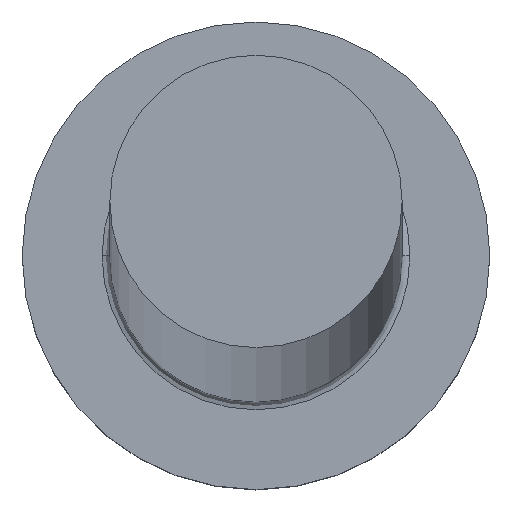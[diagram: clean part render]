
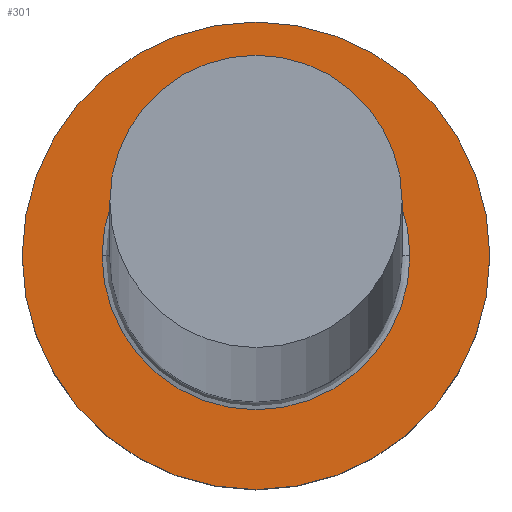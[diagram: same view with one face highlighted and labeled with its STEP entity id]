
A CAD part, top view. The second image highlights one B-rep face of the part: STEP entity #301.
In plain terms, the highlighted planar face has unit normal (0, 0, 1).
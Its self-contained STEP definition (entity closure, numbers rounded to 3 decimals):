
#6 = CIRCLE ( 'NONE', #207, 3.95 ) ;
#7 = CIRCLE ( 'NONE', #294, 3.95 ) ;
#9 = VERTEX_POINT ( 'NONE', #187 ) ;
#14 = ORIENTED_EDGE ( 'NONE', *, *, #112, .T. ) ;
#29 = DIRECTION ( 'NONE',  ( 0., 0., 1. ) ) ;
#47 = EDGE_CURVE ( 'NONE', #247, #102, #6, .T. ) ;
#48 = DIRECTION ( 'NONE',  ( 1., 0., 0. ) ) ;
#51 = CARTESIAN_POINT ( 'NONE',  ( 0., 0., 5. ) ) ;
#55 = PLANE ( 'NONE',  #138 ) ;
#59 = EDGE_LOOP ( 'NONE', ( #111, #166 ) ) ;
#93 = AXIS2_PLACEMENT_3D ( 'NONE', #95, #305, #48 ) ;
#95 = CARTESIAN_POINT ( 'NONE',  ( 0., 0., 5. ) ) ;
#102 = VERTEX_POINT ( 'NONE', #252 ) ;
#104 = ORIENTED_EDGE ( 'NONE', *, *, #141, .T. ) ;
#111 = ORIENTED_EDGE ( 'NONE', *, *, #233, .T. ) ;
#112 = EDGE_CURVE ( 'NONE', #9, #209, #276, .T. ) ;
#120 = FACE_OUTER_BOUND ( 'NONE', #227, .T. ) ;
#123 = DIRECTION ( 'NONE',  ( 1., 0., 0. ) ) ;
#138 = AXIS2_PLACEMENT_3D ( 'NONE', #149, #29, #123 ) ;
#141 = EDGE_CURVE ( 'NONE', #209, #9, #264, .T. ) ;
#142 = DIRECTION ( 'NONE',  ( 1., 0., 0. ) ) ;
#145 = DIRECTION ( 'NONE',  ( 0., 0., 1. ) ) ;
#149 = CARTESIAN_POINT ( 'NONE',  ( 0., 0., 5. ) ) ;
#166 = ORIENTED_EDGE ( 'NONE', *, *, #47, .T. ) ;
#171 = CARTESIAN_POINT ( 'NONE',  ( -3.95, 0., 5. ) ) ;
#173 = FACE_BOUND ( 'NONE', #59, .T. ) ;
#187 = CARTESIAN_POINT ( 'NONE',  ( -6., 0., 5. ) ) ;
#207 = AXIS2_PLACEMENT_3D ( 'NONE', #217, #251, #254 ) ;
#209 = VERTEX_POINT ( 'NONE', #257 ) ;
#217 = CARTESIAN_POINT ( 'NONE',  ( 0., 0., 5. ) ) ;
#220 = DIRECTION ( 'NONE',  ( 0., 0., -1. ) ) ;
#227 = EDGE_LOOP ( 'NONE', ( #14, #104 ) ) ;
#233 = EDGE_CURVE ( 'NONE', #102, #247, #7, .T. ) ;
#247 = VERTEX_POINT ( 'NONE', #171 ) ;
#251 = DIRECTION ( 'NONE',  ( 0., 0., -1. ) ) ;
#252 = CARTESIAN_POINT ( 'NONE',  ( 3.95, 0., 5. ) ) ;
#254 = DIRECTION ( 'NONE',  ( 1., 0., 0. ) ) ;
#257 = CARTESIAN_POINT ( 'NONE',  ( 6., 0., 5. ) ) ;
#264 = CIRCLE ( 'NONE', #298, 6. ) ;
#276 = CIRCLE ( 'NONE', #93, 6. ) ;
#280 = CARTESIAN_POINT ( 'NONE',  ( 0., 0., 5. ) ) ;
#284 = DIRECTION ( 'NONE',  ( 1., 0., 0. ) ) ;
#294 = AXIS2_PLACEMENT_3D ( 'NONE', #51, #220, #284 ) ;
#298 = AXIS2_PLACEMENT_3D ( 'NONE', #280, #145, #142 ) ;
#301 = ADVANCED_FACE ( 'NONE', ( #173, #120 ), #55, .T. ) ;
#305 = DIRECTION ( 'NONE',  ( 0., 0., 1. ) ) ;
